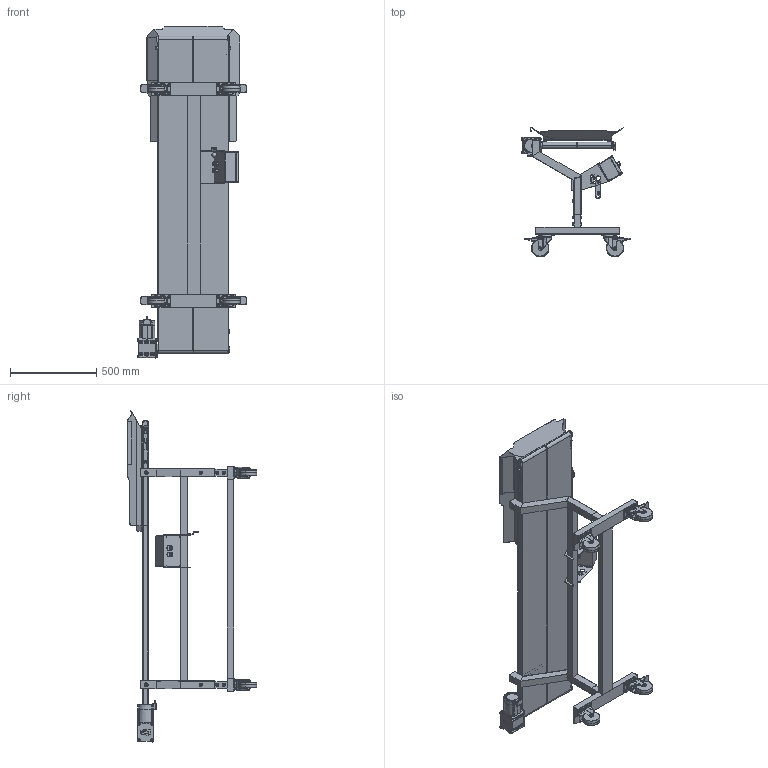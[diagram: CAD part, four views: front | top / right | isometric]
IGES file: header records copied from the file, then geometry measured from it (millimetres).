
Start section: SolidWorks IGES file using analytic representation for surfaces
Global section: file name: Outfeed_IGS.igs; native system: SolidWorks 2019; preprocessor: SolidWorks 2019; author: Jesse.Glassford; date: 220215.153831; units: inch
Bounding box: 634.9 x 750.88 x 1924.74 mm (x, y, z)
Surface area: 5119174 mm2 (no closed solid volume)
Topology: 0 solids, 0 shells, 1569 faces, 27479 edges, 27464 vertices
Faces by surface type: bspline 936, revolution 633
